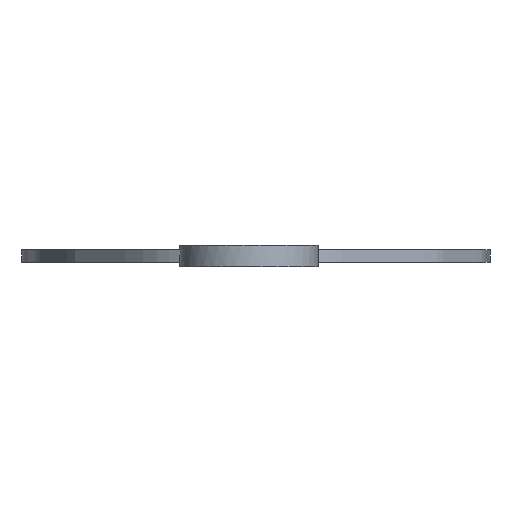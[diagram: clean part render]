
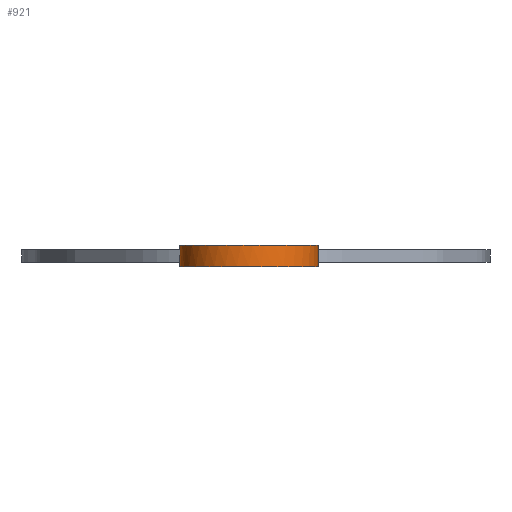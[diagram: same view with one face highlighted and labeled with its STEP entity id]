
A CAD part, left-side view. The second image highlights one B-rep face of the part: STEP entity #921.
In plain terms, the highlighted cylindrical face has radius 30 mm (diameter 60 mm), a full revolution.
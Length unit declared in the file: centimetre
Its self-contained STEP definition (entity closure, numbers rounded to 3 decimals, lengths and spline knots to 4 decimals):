
#108=FACE_OUTER_BOUND('',#155,.T.);
#155=EDGE_LOOP('',(#627,#628,#629,#630,#631,#632,#633,#634,#635,#636,#637,
#638));
#228=LINE('',#1289,#283);
#229=LINE('',#1293,#284);
#230=LINE('',#1297,#285);
#231=LINE('',#1301,#286);
#232=LINE('',#1305,#287);
#283=VECTOR('',#1077,3.);
#284=VECTOR('',#1080,1.);
#285=VECTOR('',#1083,1.);
#286=VECTOR('',#1086,1.);
#287=VECTOR('',#1089,1.);
#339=CIRCLE('',#986,3.);
#340=CIRCLE('',#987,3.);
#341=CIRCLE('',#988,3.);
#342=CIRCLE('',#989,3.);
#343=CIRCLE('',#990,3.);
#344=CIRCLE('',#991,3.);
#389=VERTEX_POINT('',#1286);
#390=VERTEX_POINT('',#1288);
#391=VERTEX_POINT('',#1290);
#392=VERTEX_POINT('',#1292);
#393=VERTEX_POINT('',#1294);
#394=VERTEX_POINT('',#1296);
#395=VERTEX_POINT('',#1298);
#396=VERTEX_POINT('',#1300);
#397=VERTEX_POINT('',#1302);
#398=VERTEX_POINT('',#1304);
#483=EDGE_CURVE('',#389,#389,#339,.T.);
#484=EDGE_CURVE('',#389,#390,#228,.T.);
#485=EDGE_CURVE('',#391,#390,#340,.T.);
#486=EDGE_CURVE('',#392,#391,#229,.T.);
#487=EDGE_CURVE('',#393,#392,#341,.T.);
#488=EDGE_CURVE('',#394,#393,#230,.T.);
#489=EDGE_CURVE('',#394,#395,#342,.T.);
#490=EDGE_CURVE('',#395,#396,#231,.T.);
#491=EDGE_CURVE('',#397,#396,#343,.T.);
#492=EDGE_CURVE('',#397,#398,#232,.T.);
#493=EDGE_CURVE('',#390,#398,#344,.T.);
#627=ORIENTED_EDGE('',*,*,#483,.F.);
#628=ORIENTED_EDGE('',*,*,#484,.T.);
#629=ORIENTED_EDGE('',*,*,#485,.F.);
#630=ORIENTED_EDGE('',*,*,#486,.F.);
#631=ORIENTED_EDGE('',*,*,#487,.F.);
#632=ORIENTED_EDGE('',*,*,#488,.F.);
#633=ORIENTED_EDGE('',*,*,#489,.T.);
#634=ORIENTED_EDGE('',*,*,#490,.T.);
#635=ORIENTED_EDGE('',*,*,#491,.F.);
#636=ORIENTED_EDGE('',*,*,#492,.T.);
#637=ORIENTED_EDGE('',*,*,#493,.F.);
#638=ORIENTED_EDGE('',*,*,#484,.F.);
#903=CYLINDRICAL_SURFACE('',#985,3.);
#921=ADVANCED_FACE('',(#108),#903,.T.);
#985=AXIS2_PLACEMENT_3D('',#1285,#1073,#1074);
#986=AXIS2_PLACEMENT_3D('',#1287,#1075,#1076);
#987=AXIS2_PLACEMENT_3D('',#1291,#1078,#1079);
#988=AXIS2_PLACEMENT_3D('',#1295,#1081,#1082);
#989=AXIS2_PLACEMENT_3D('',#1299,#1084,#1085);
#990=AXIS2_PLACEMENT_3D('',#1303,#1087,#1088);
#991=AXIS2_PLACEMENT_3D('',#1306,#1090,#1091);
#1073=DIRECTION('center_axis',(0.,0.,-1.));
#1074=DIRECTION('ref_axis',(-1.,0.,0.));
#1075=DIRECTION('center_axis',(0.,0.,-1.));
#1076=DIRECTION('ref_axis',(-1.,0.,0.));
#1077=DIRECTION('',(0.,0.,1.));
#1078=DIRECTION('center_axis',(0.,0.,1.));
#1079=DIRECTION('ref_axis',(-1.,0.,0.));
#1080=DIRECTION('',(0.,0.,-1.));
#1081=DIRECTION('center_axis',(0.,0.,-1.));
#1082=DIRECTION('ref_axis',(-1.,0.,0.));
#1083=DIRECTION('',(0.,0.,-1.));
#1084=DIRECTION('center_axis',(0.,0.,-1.));
#1085=DIRECTION('ref_axis',(-1.,0.,0.));
#1086=DIRECTION('',(0.,0.,-1.));
#1087=DIRECTION('center_axis',(0.,0.,-1.));
#1088=DIRECTION('ref_axis',(-1.,0.,0.));
#1089=DIRECTION('',(0.,0.,-1.));
#1090=DIRECTION('center_axis',(0.,0.,1.));
#1091=DIRECTION('ref_axis',(-1.,0.,0.));
#1285=CARTESIAN_POINT('Origin',(3.,11.86,0.7828));
#1286=CARTESIAN_POINT('',(6.,11.86,-0.1528));
#1287=CARTESIAN_POINT('Origin',(3.,11.86,-0.1528));
#1288=CARTESIAN_POINT('',(6.,11.86,0.0343));
#1289=CARTESIAN_POINT('',(6.,11.86,0.7828));
#1290=CARTESIAN_POINT('',(5.2387,9.8629,0.0343));
#1291=CARTESIAN_POINT('Origin',(3.,11.86,0.0343));
#1292=CARTESIAN_POINT('',(5.2387,9.8629,0.5957));
#1293=CARTESIAN_POINT('',(5.2387,9.8629,0.5957));
#1294=CARTESIAN_POINT('',(5.9478,11.3026,0.5957));
#1295=CARTESIAN_POINT('Origin',(3.,11.86,0.5957));
#1296=CARTESIAN_POINT('',(5.9478,11.3026,0.7828));
#1297=CARTESIAN_POINT('',(5.9478,11.3026,0.7828));
#1298=CARTESIAN_POINT('',(5.6852,13.1978,0.7828));
#1299=CARTESIAN_POINT('Origin',(3.,11.86,0.7828));
#1300=CARTESIAN_POINT('',(5.6852,13.1978,0.5957));
#1301=CARTESIAN_POINT('',(5.6852,13.1978,0.7828));
#1302=CARTESIAN_POINT('',(5.1189,13.9837,0.5957));
#1303=CARTESIAN_POINT('Origin',(3.,11.86,0.5957));
#1304=CARTESIAN_POINT('',(5.1189,13.9837,0.0343));
#1305=CARTESIAN_POINT('',(5.1189,13.9837,0.5957));
#1306=CARTESIAN_POINT('Origin',(3.,11.86,0.0343));
